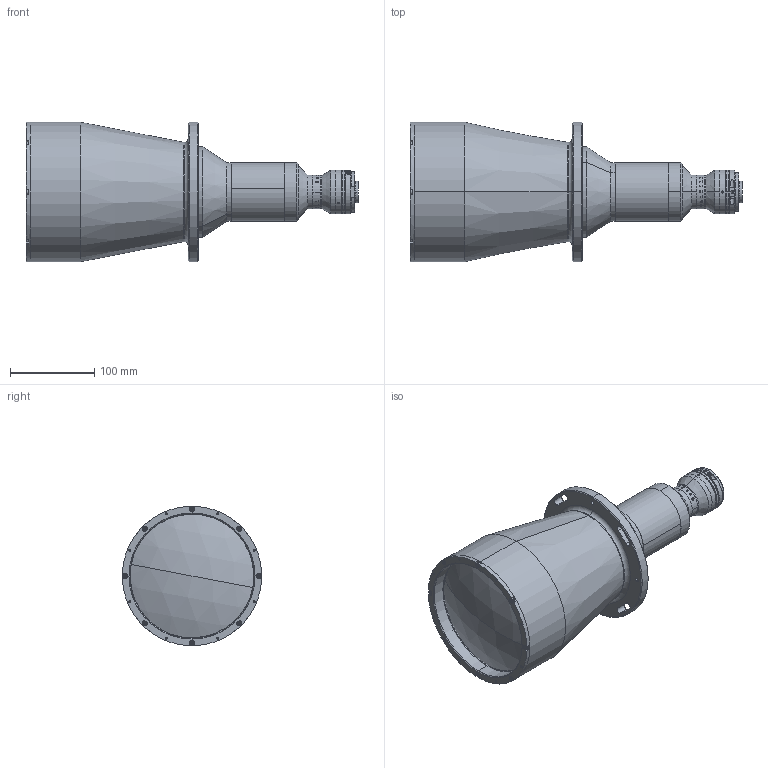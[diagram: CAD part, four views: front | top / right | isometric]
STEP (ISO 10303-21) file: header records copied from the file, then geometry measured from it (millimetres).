
FILE_DESCRIPTION (( 'STEP AP203' ), '1' );
FILE_NAME ('XF-PTL13716-0118-280C-(HD).STEP', '2018-12-21T02:46:47', ( 'puyufan' ), ( '' ), 'SwSTEP 2.0', 'SolidWorks 2014', '' );
FILE_SCHEMA (( 'CONFIG_CONTROL_DESIGN' ));
Length unit declared in the file: millimetre
Products named in the file (1): XF-PTL13716-0118-280C-(HD)
Bounding box: 394.98 x 166 x 166 mm (x, y, z)
Surface area: 223388 mm2 (no closed solid volume)
Topology: 0 solids, 50 shells, 345 faces, 1478 edges, 1174 vertices
Faces by surface type: cylinder 157, plane 122, cone 46, torus 16, sphere 4
Entity records: 21388 total; most frequent: CARTESIAN_POINT 9442, DIRECTION 2460, ORIENTED_EDGE 2130, EDGE_CURVE 1464, VERTEX_POINT 1174, AXIS2_PLACEMENT_3D 940, CIRCLE 594, LINE 580
